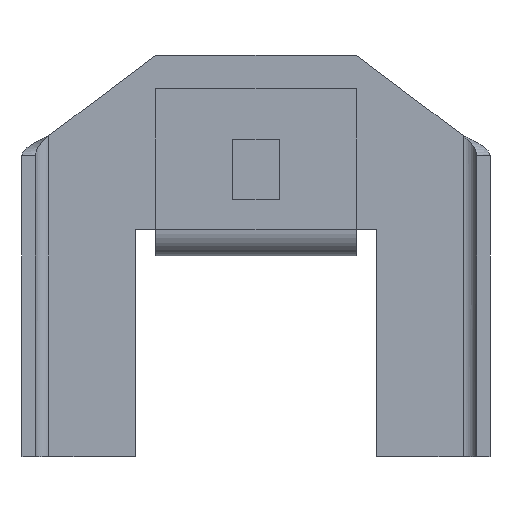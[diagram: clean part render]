
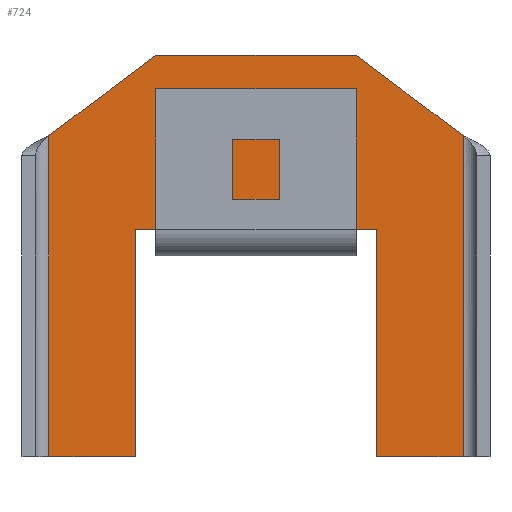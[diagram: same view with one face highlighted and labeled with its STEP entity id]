
A CAD part, front view. The second image highlights one B-rep face of the part: STEP entity #724.
In plain terms, the highlighted planar face has unit normal (0, -1, 0).
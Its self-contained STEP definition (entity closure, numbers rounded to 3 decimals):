
#43 = EDGE_CURVE ( 'NONE', #387, #612, #174, .T. ) ;
#44 = FACE_OUTER_BOUND ( 'NONE', #1354, .T. ) ;
#51 = DIRECTION ( 'NONE',  ( 0., 0., -1. ) ) ;
#56 = VERTEX_POINT ( 'NONE', #793 ) ;
#60 = CARTESIAN_POINT ( 'NONE',  ( 18., 107., -55. ) ) ;
#71 = EDGE_CURVE ( 'NONE', #672, #463, #1150, .T. ) ;
#78 = DIRECTION ( 'NONE',  ( 0., 0., 1. ) ) ;
#92 = ORIENTED_EDGE ( 'NONE', *, *, #1023, .F. ) ;
#95 = ORIENTED_EDGE ( 'NONE', *, *, #1063, .F. ) ;
#118 = CARTESIAN_POINT ( 'NONE',  ( 18., 107., -21. ) ) ;
#153 = VECTOR ( 'NONE', #801, 1000. ) ;
#170 = LINE ( 'NONE', #1442, #325 ) ;
#174 = LINE ( 'NONE', #921, #797 ) ;
#184 = LINE ( 'NONE', #369, #389 ) ;
#198 = EDGE_CURVE ( 'NONE', #1173, #993, #974, .T. ) ;
#210 = DIRECTION ( 'NONE',  ( 1., 0., 0. ) ) ;
#247 = ORIENTED_EDGE ( 'NONE', *, *, #1269, .F. ) ;
#258 = VERTEX_POINT ( 'NONE', #606 ) ;
#325 = VECTOR ( 'NONE', #51, 1000. ) ;
#344 = DIRECTION ( 'NONE',  ( 0., 1., 0. ) ) ;
#358 = EDGE_CURVE ( 'NONE', #258, #1173, #170, .T. ) ;
#369 = CARTESIAN_POINT ( 'NONE',  ( 18., 107., -21. ) ) ;
#387 = VERTEX_POINT ( 'NONE', #1449 ) ;
#389 = VECTOR ( 'NONE', #1428, 1000. ) ;
#402 = ORIENTED_EDGE ( 'NONE', *, *, #550, .F. ) ;
#433 = CARTESIAN_POINT ( 'NONE',  ( -15., 107., 5. ) ) ;
#442 = DIRECTION ( 'NONE',  ( 0., 0., 1. ) ) ;
#447 = AXIS2_PLACEMENT_3D ( 'NONE', #658, #344, #442 ) ;
#460 = ORIENTED_EDGE ( 'NONE', *, *, #43, .F. ) ;
#463 = VERTEX_POINT ( 'NONE', #851 ) ;
#476 = ORIENTED_EDGE ( 'NONE', *, *, #71, .T. ) ;
#479 = LINE ( 'NONE', #643, #620 ) ;
#495 = LINE ( 'NONE', #662, #1360 ) ;
#510 = ORIENTED_EDGE ( 'NONE', *, *, #1310, .F. ) ;
#525 = ORIENTED_EDGE ( 'NONE', *, *, #711, .F. ) ;
#550 = EDGE_CURVE ( 'NONE', #56, #387, #1480, .T. ) ;
#568 = CARTESIAN_POINT ( 'NONE',  ( -15., 107., -21. ) ) ;
#571 = DIRECTION ( 'NONE',  ( 0.8, 0., -0.6 ) ) ;
#585 = LINE ( 'NONE', #1034, #153 ) ;
#589 = CARTESIAN_POINT ( 'NONE',  ( -35., 107., -55. ) ) ;
#594 = VECTOR ( 'NONE', #210, 1000. ) ;
#606 = CARTESIAN_POINT ( 'NONE',  ( -18., 107., -21. ) ) ;
#612 = VERTEX_POINT ( 'NONE', #1235 ) ;
#620 = VECTOR ( 'NONE', #655, 1000. ) ;
#643 = CARTESIAN_POINT ( 'NONE',  ( -18., 107., -21. ) ) ;
#655 = DIRECTION ( 'NONE',  ( -1., 0., 0. ) ) ;
#658 = CARTESIAN_POINT ( 'NONE',  ( -15., 107., -25. ) ) ;
#662 = CARTESIAN_POINT ( 'NONE',  ( 15., 107., 5. ) ) ;
#665 = VECTOR ( 'NONE', #937, 1000. ) ;
#672 = VERTEX_POINT ( 'NONE', #1095 ) ;
#676 = VECTOR ( 'NONE', #1427, 1000. ) ;
#689 = CARTESIAN_POINT ( 'NONE',  ( 15., 107., 5. ) ) ;
#711 = EDGE_CURVE ( 'NONE', #672, #258, #479, .T. ) ;
#722 = VERTEX_POINT ( 'NONE', #1348 ) ;
#724 = ADVANCED_FACE ( 'NONE', ( #44 ), #893, .F. ) ;
#777 = LINE ( 'NONE', #60, #1241 ) ;
#783 = EDGE_CURVE ( 'NONE', #1334, #56, #495, .T. ) ;
#793 = CARTESIAN_POINT ( 'NONE',  ( 31., 107., -7. ) ) ;
#797 = VECTOR ( 'NONE', #1025, 1000. ) ;
#801 = DIRECTION ( 'NONE',  ( 1., 0., 0. ) ) ;
#851 = CARTESIAN_POINT ( 'NONE',  ( 15., 107., -21. ) ) ;
#893 = PLANE ( 'NONE',  #447 ) ;
#921 = CARTESIAN_POINT ( 'NONE',  ( 35., 107., -55. ) ) ;
#937 = DIRECTION ( 'NONE',  ( -1., 0., 0. ) ) ;
#974 = LINE ( 'NONE', #589, #665 ) ;
#993 = VERTEX_POINT ( 'NONE', #1072 ) ;
#1023 = EDGE_CURVE ( 'NONE', #1295, #463, #184, .T. ) ;
#1025 = DIRECTION ( 'NONE',  ( -1., 0., 0. ) ) ;
#1034 = CARTESIAN_POINT ( 'NONE',  ( -15., 107., 5. ) ) ;
#1055 = DIRECTION ( 'NONE',  ( 0., 0., 1. ) ) ;
#1062 = ORIENTED_EDGE ( 'NONE', *, *, #1444, .F. ) ;
#1063 = EDGE_CURVE ( 'NONE', #993, #1352, #1297, .T. ) ;
#1072 = CARTESIAN_POINT ( 'NONE',  ( -31., 107., -55. ) ) ;
#1095 = CARTESIAN_POINT ( 'NONE',  ( -15., 107., -21. ) ) ;
#1139 = ORIENTED_EDGE ( 'NONE', *, *, #358, .F. ) ;
#1150 = LINE ( 'NONE', #568, #594 ) ;
#1173 = VERTEX_POINT ( 'NONE', #1361 ) ;
#1205 = CARTESIAN_POINT ( 'NONE',  ( 31., 107., -7. ) ) ;
#1235 = CARTESIAN_POINT ( 'NONE',  ( 18., 107., -55. ) ) ;
#1241 = VECTOR ( 'NONE', #78, 1000. ) ;
#1245 = ORIENTED_EDGE ( 'NONE', *, *, #198, .F. ) ;
#1269 = EDGE_CURVE ( 'NONE', #1352, #722, #1309, .T. ) ;
#1295 = VERTEX_POINT ( 'NONE', #118 ) ;
#1297 = LINE ( 'NONE', #1425, #1463 ) ;
#1309 = LINE ( 'NONE', #433, #1371 ) ;
#1310 = EDGE_CURVE ( 'NONE', #722, #1334, #585, .T. ) ;
#1334 = VERTEX_POINT ( 'NONE', #689 ) ;
#1348 = CARTESIAN_POINT ( 'NONE',  ( -15., 107., 5. ) ) ;
#1349 = DIRECTION ( 'NONE',  ( 0.8, 0., 0.6 ) ) ;
#1352 = VERTEX_POINT ( 'NONE', #1496 ) ;
#1354 = EDGE_LOOP ( 'NONE', ( #95, #1245, #1139, #525, #476, #92, #1062, #460, #402, #1506, #510, #247 ) ) ;
#1360 = VECTOR ( 'NONE', #571, 1000. ) ;
#1361 = CARTESIAN_POINT ( 'NONE',  ( -18., 107., -55. ) ) ;
#1371 = VECTOR ( 'NONE', #1349, 1000. ) ;
#1425 = CARTESIAN_POINT ( 'NONE',  ( -31., 107., -55. ) ) ;
#1427 = DIRECTION ( 'NONE',  ( 0., 0., -1. ) ) ;
#1428 = DIRECTION ( 'NONE',  ( -1., 0., 0. ) ) ;
#1442 = CARTESIAN_POINT ( 'NONE',  ( -18., 107., -55. ) ) ;
#1444 = EDGE_CURVE ( 'NONE', #612, #1295, #777, .T. ) ;
#1449 = CARTESIAN_POINT ( 'NONE',  ( 31., 107., -55. ) ) ;
#1463 = VECTOR ( 'NONE', #1055, 1000. ) ;
#1480 = LINE ( 'NONE', #1205, #676 ) ;
#1496 = CARTESIAN_POINT ( 'NONE',  ( -31., 107., -7. ) ) ;
#1506 = ORIENTED_EDGE ( 'NONE', *, *, #783, .F. ) ;
